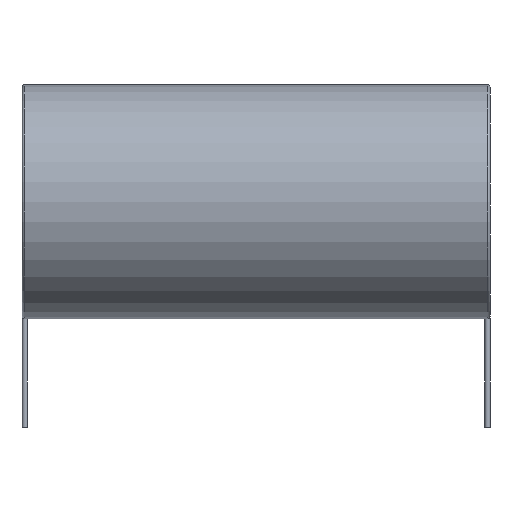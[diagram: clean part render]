
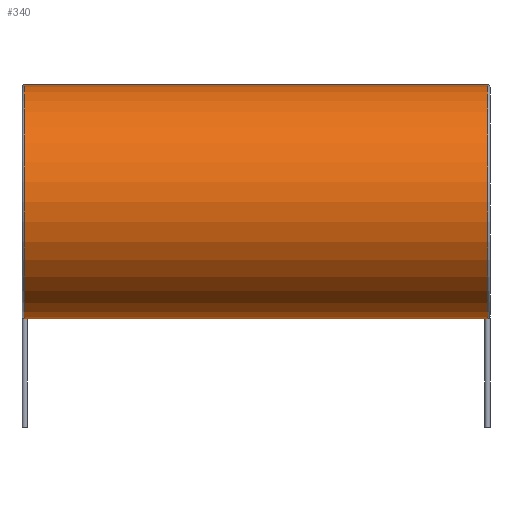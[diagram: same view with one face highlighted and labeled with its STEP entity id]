
A CAD part, front view. The second image highlights one B-rep face of the part: STEP entity #340.
In plain terms, the highlighted cylindrical face has radius 10.8 mm (diameter 21.6 mm), a partial arc.
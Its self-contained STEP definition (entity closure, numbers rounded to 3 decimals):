
#15 = DIRECTION ( 'NONE',  ( -1., 0., 0. ) ) ;
#23 = DIRECTION ( 'NONE',  ( 1., 0., 0. ) ) ;
#64 = DIRECTION ( 'NONE',  ( 0., 0., 1. ) ) ;
#88 = CARTESIAN_POINT ( 'NONE',  ( 43.2, 0., -10.8 ) ) ;
#125 = CARTESIAN_POINT ( 'NONE',  ( 43., 0., -10.8 ) ) ;
#129 = CARTESIAN_POINT ( 'NONE',  ( 0.2, 0., 10.8 ) ) ;
#149 = VERTEX_POINT ( 'NONE', #613 ) ;
#183 = VECTOR ( 'NONE', #15, 1000. ) ;
#200 = FACE_OUTER_BOUND ( 'NONE', #668, .T. ) ;
#212 = AXIS2_PLACEMENT_3D ( 'NONE', #345, #23, #394 ) ;
#239 = VECTOR ( 'NONE', #632, 1000. ) ;
#246 = ORIENTED_EDGE ( 'NONE', *, *, #476, .T. ) ;
#286 = DIRECTION ( 'NONE',  ( -1., 0., 0. ) ) ;
#294 = VERTEX_POINT ( 'NONE', #463 ) ;
#306 = VERTEX_POINT ( 'NONE', #125 ) ;
#313 = LINE ( 'NONE', #88, #183 ) ;
#340 = ADVANCED_FACE ( 'NONE', ( #200 ), #498, .T. ) ;
#343 = VERTEX_POINT ( 'NONE', #129 ) ;
#344 = CIRCLE ( 'NONE', #686, 10.8 ) ;
#345 = CARTESIAN_POINT ( 'NONE',  ( 0.2, 0., 0. ) ) ;
#376 = DIRECTION ( 'NONE',  ( -1., 0., 0. ) ) ;
#394 = DIRECTION ( 'NONE',  ( 0., 0., -1. ) ) ;
#406 = EDGE_CURVE ( 'NONE', #306, #294, #313, .T. ) ;
#463 = CARTESIAN_POINT ( 'NONE',  ( 0.2, 0., -10.8 ) ) ;
#476 = EDGE_CURVE ( 'NONE', #343, #294, #670, .T. ) ;
#478 = CARTESIAN_POINT ( 'NONE',  ( 43.2, 0., 0. ) ) ;
#482 = CARTESIAN_POINT ( 'NONE',  ( 43.2, 0., 10.8 ) ) ;
#498 = CYLINDRICAL_SURFACE ( 'NONE', #573, 10.8 ) ;
#515 = LINE ( 'NONE', #482, #239 ) ;
#555 = ORIENTED_EDGE ( 'NONE', *, *, #678, .T. ) ;
#560 = ORIENTED_EDGE ( 'NONE', *, *, #654, .T. ) ;
#573 = AXIS2_PLACEMENT_3D ( 'NONE', #478, #376, #64 ) ;
#589 = CARTESIAN_POINT ( 'NONE',  ( 43., 0., 0. ) ) ;
#610 = ORIENTED_EDGE ( 'NONE', *, *, #406, .F. ) ;
#613 = CARTESIAN_POINT ( 'NONE',  ( 43., 0., 10.8 ) ) ;
#632 = DIRECTION ( 'NONE',  ( -1., 0., 0. ) ) ;
#649 = DIRECTION ( 'NONE',  ( 0., 0., -1. ) ) ;
#654 = EDGE_CURVE ( 'NONE', #149, #343, #515, .T. ) ;
#668 = EDGE_LOOP ( 'NONE', ( #610, #555, #560, #246 ) ) ;
#670 = CIRCLE ( 'NONE', #212, 10.8 ) ;
#678 = EDGE_CURVE ( 'NONE', #306, #149, #344, .T. ) ;
#686 = AXIS2_PLACEMENT_3D ( 'NONE', #589, #286, #649 ) ;
